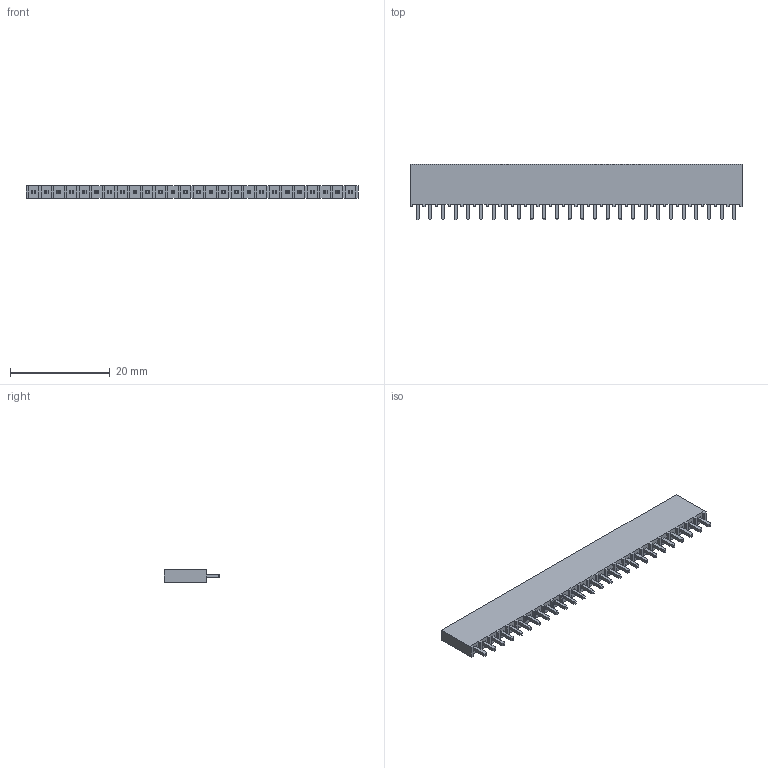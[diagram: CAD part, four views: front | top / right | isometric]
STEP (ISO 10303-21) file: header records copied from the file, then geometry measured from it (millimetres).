
FILE_DESCRIPTION(('FreeCAD Model'),'2;1');
FILE_NAME('Open CASCADE Shape Model','2024-04-23T13:40:59',(''),(''), 'Open CASCADE STEP processor 7.6','FreeCAD','Unknown');
FILE_SCHEMA(('AUTOMOTIVE_DESIGN { 1 0 10303 214 1 1 1 1 }'));
Length unit declared in the file: millimetre
Products named in the file (3): SSQ-126-01-H-S; T1SSQ-126-01-H-S; P2SSQ-126-01-H-S
Assembly tree (2 placements, depth 2):
  SSQ-126-01-H-S
    T1SSQ-126-01-H-S
    P2SSQ-126-01-H-S
Bounding box: 66.55 x 11.15 x 2.41 mm (x, y, z)
Volume: 1218.6 mm3; surface area: 2526.5 mm2
Topology: 2 solids, 2 shells, 422 faces, 1176 edges, 784 vertices
Faces by surface type: plane 422
Entity records: 28699 total; most frequent: CARTESIAN_POINT 4737, DIRECTION 4378, LINE 3528, VECTOR 3528, ORIENTED_EDGE 2352, PCURVE 2352, DEFINITIONAL_REPRESENTATION 2352, EDGE_CURVE 1176
